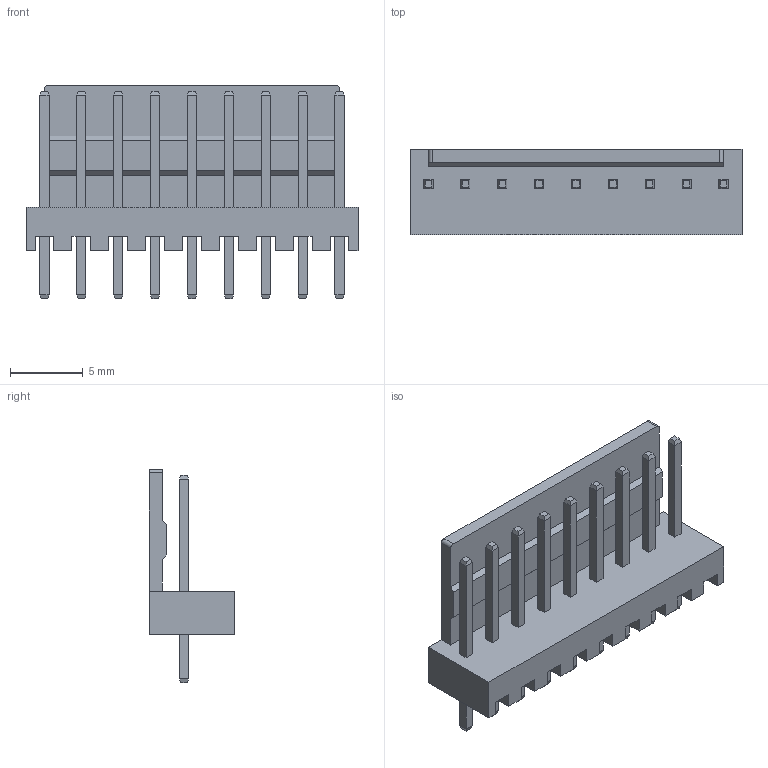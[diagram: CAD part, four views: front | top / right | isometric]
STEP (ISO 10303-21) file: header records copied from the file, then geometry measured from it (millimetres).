
FILE_DESCRIPTION (( 'STEP AP214' ), '1' );
FILE_NAME ('User Library-DS1070-9 (WF-9 CONNFLY).STEP', '2019-01-04T11:29:09', ( '' ), ( '' ), 'SwSTEP 2.0', 'SolidWorks 2018', '' );
FILE_SCHEMA (( 'AUTOMOTIVE_DESIGN' ));
Length unit declared in the file: millimetre
Products named in the file (1): User Library-DS1070-9 (WF-9 CONNFLY)
Bounding box: 22.86 x 5.9 x 14.7 mm (x, y, z)
Volume: 548.6 mm3; surface area: 1166.1 mm2
Topology: 1 solids, 1 shells, 214 faces, 510 edges, 316 vertices
Faces by surface type: plane 212, cylinder 2
Entity records: 6568 total; most frequent: CARTESIAN_POINT 1041, ORIENTED_EDGE 1020, DIRECTION 944, EDGE_CURVE 510, VECTOR 506, LINE 506, VERTEX_POINT 316, EDGE_LOOP 232
